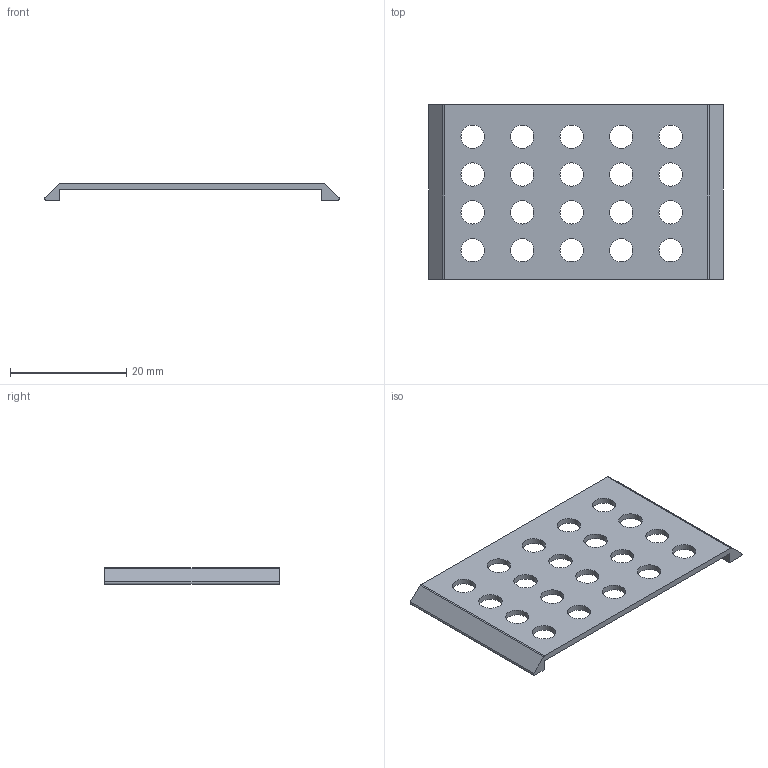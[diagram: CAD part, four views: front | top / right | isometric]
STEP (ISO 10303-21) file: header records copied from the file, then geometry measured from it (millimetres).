
FILE_DESCRIPTION(/* description */ (''),/* implementation_level */ '2;1');
FILE_NAME(/* name */ 'PalmSupport.stp',/* time_stamp */ '2020-05-08T18:56:42+12:00',/* author */ ('Ajay Yadiki'),/* organization */ (''),/* preprocessor_version */ 'ST-DEVELOPER v18',/* originating_system */ 'Autodesk Inventor 2020',/* authorisation */ '');
FILE_SCHEMA (('AUTOMOTIVE_DESIGN { 1 0 10303 214 3 1 1 }'));
Length unit declared in the file: millimetre
Products named in the file (1): PalmSupport
Bounding box: 50.62 x 30 x 2.9 mm (x, y, z)
Volume: 1396.1 mm3; surface area: 3085.8 mm2
Topology: 1 solids, 1 shells, 34 faces, 116 edges, 84 vertices
Faces by surface type: cylinder 24, plane 10
Full cylindrical faces by diameter (mm): 4 x20
Entity records: 1449 total; most frequent: DIRECTION 254, CARTESIAN_POINT 235, ORIENTED_EDGE 232, EDGE_CURVE 116, AXIS2_PLACEMENT_3D 103, VERTEX_POINT 84, EDGE_LOOP 74, CIRCLE 68
